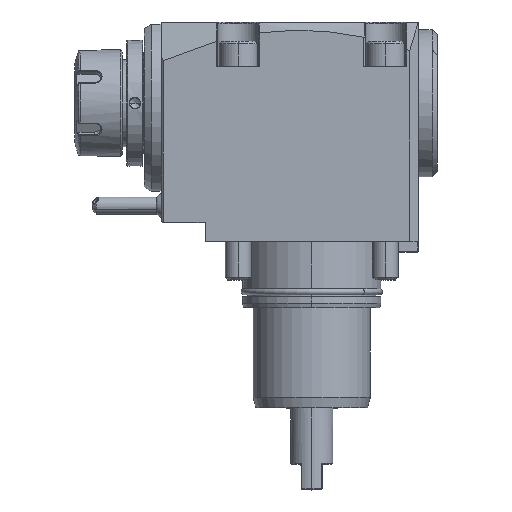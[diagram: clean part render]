
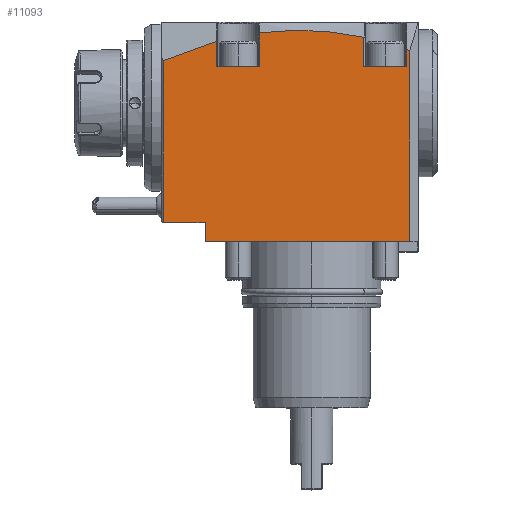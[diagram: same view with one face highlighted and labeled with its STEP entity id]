
A CAD part, top view. The second image highlights one B-rep face of the part: STEP entity #11093.
In plain terms, the highlighted planar face has unit normal (0, 0, 1).
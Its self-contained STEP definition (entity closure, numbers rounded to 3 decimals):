
#469=DIRECTION('',(-1.,0.,0.));
#470=VECTOR('',#469,20.);
#471=CARTESIAN_POINT('',(46.2,82.,48.));
#472=LINE('',#471,#470);
#656=DIRECTION('',(0.,-1.,0.));
#657=VECTOR('',#656,89.598);
#658=CARTESIAN_POINT('',(116.7,89.598,48.));
#659=LINE('',#658,#657);
#660=DIRECTION('',(0.,1.,0.));
#661=VECTOR('',#660,9.);
#662=CARTESIAN_POINT('',(20.7,0.,48.));
#663=LINE('',#662,#661);
#664=DIRECTION('',(1.,0.,0.));
#665=VECTOR('',#664,19.7);
#666=CARTESIAN_POINT('',(1.,9.,48.));
#667=LINE('',#666,#665);
#668=DIRECTION('',(0.,1.,0.));
#669=VECTOR('',#668,75.359);
#670=CARTESIAN_POINT('',(1.,9.5,48.));
#671=LINE('',#670,#669);
#672=CARTESIAN_POINT('',(26.165,93.928,48.));
#673=CARTESIAN_POINT('',(21.849,92.759,48.));
#674=CARTESIAN_POINT('',(13.344,90.059,48.));
#675=CARTESIAN_POINT('',(5.078,86.695,48.));
#676=CARTESIAN_POINT('',(1.,84.859,48.));
#678=DIRECTION('',(-0.267,0.964,0.));
#679=VECTOR('',#678,0.131);
#680=CARTESIAN_POINT('',(26.2,93.802,48.));
#681=LINE('',#680,#679);
#682=DIRECTION('',(0.,1.,0.));
#683=VECTOR('',#682,11.802);
#684=CARTESIAN_POINT('',(26.2,82.,48.));
#685=LINE('',#684,#683);
#686=DIRECTION('',(0.001,-1.,0.));
#687=VECTOR('',#686,15.94);
#688=CARTESIAN_POINT('',(46.192,97.94,48.));
#689=LINE('',#688,#687);
#690=CARTESIAN_POINT('',(46.2,97.94,48.));
#691=CARTESIAN_POINT('',(46.846,98.024,48.));
#692=CARTESIAN_POINT('',(48.109,98.179,48.));
#693=CARTESIAN_POINT('',(49.906,98.376,48.));
#694=CARTESIAN_POINT('',(51.63,98.544,48.));
#695=CARTESIAN_POINT('',(53.309,98.688,48.));
#696=CARTESIAN_POINT('',(54.971,98.811,48.));
#697=CARTESIAN_POINT('',(56.648,98.915,48.));
#698=CARTESIAN_POINT('',(58.326,98.999,48.));
#699=CARTESIAN_POINT('',(59.971,99.063,48.));
#700=CARTESIAN_POINT('',(61.679,99.109,48.));
#701=CARTESIAN_POINT('',(63.55,99.137,48.));
#702=CARTESIAN_POINT('',(65.705,99.139,48.));
#703=CARTESIAN_POINT('',(68.141,99.101,48.));
#704=CARTESIAN_POINT('',(70.749,99.014,48.));
#705=CARTESIAN_POINT('',(73.444,98.873,48.));
#706=CARTESIAN_POINT('',(76.178,98.678,48.));
#707=CARTESIAN_POINT('',(78.897,98.432,48.));
#708=CARTESIAN_POINT('',(81.602,98.135,48.));
#709=CARTESIAN_POINT('',(84.311,97.786,48.));
#710=CARTESIAN_POINT('',(87.028,97.385,48.));
#711=CARTESIAN_POINT('',(89.75,96.931,48.));
#712=CARTESIAN_POINT('',(92.475,96.423,48.));
#713=CARTESIAN_POINT('',(94.292,96.05,48.));
#714=CARTESIAN_POINT('',(95.2,95.855,48.));
#716=DIRECTION('',(0.,1.,0.));
#717=VECTOR('',#716,13.855);
#718=CARTESIAN_POINT('',(95.2,82.,48.));
#719=LINE('',#718,#717);
#720=DIRECTION('',(0.,-1.,0.));
#721=VECTOR('',#720,7.963);
#722=CARTESIAN_POINT('',(115.2,89.963,48.));
#723=LINE('',#722,#721);
#724=DIRECTION('',(-0.273,-0.962,0.));
#725=VECTOR('',#724,0.168);
#726=CARTESIAN_POINT('',(115.246,90.125,48.));
#727=LINE('',#726,#725);
#728=CARTESIAN_POINT('',(115.246,90.125,48.));
#729=CARTESIAN_POINT('',(115.731,89.951,48.));
#730=CARTESIAN_POINT('',(116.216,89.776,48.));
#731=CARTESIAN_POINT('',(116.7,89.598,48.));
#750=CARTESIAN_POINT('',(116.7,89.598,48.));
#802=DIRECTION('',(-1.,0.,0.));
#803=VECTOR('',#802,96.);
#804=CARTESIAN_POINT('',(116.7,0.,48.));
#805=LINE('',#804,#803);
#1097=DIRECTION('',(0.,1.,0.));
#1098=VECTOR('',#1097,0.5);
#1099=CARTESIAN_POINT('',(1.,9.,48.));
#1100=LINE('',#1099,#1098);
#1117=CARTESIAN_POINT('',(1.,84.859,48.));
#2166=DIRECTION('',(-1.,0.,0.));
#2167=VECTOR('',#2166,20.);
#2168=CARTESIAN_POINT('',(115.2,82.,48.));
#2169=LINE('',#2168,#2167);
#9536=VERTEX_POINT('',#1117);
#9550=VERTEX_POINT('',#750);
#9573=CARTESIAN_POINT('',(26.2,93.802,48.));
#9574=CARTESIAN_POINT('',(26.165,93.928,48.));
#9575=VERTEX_POINT('',#9573);
#9576=VERTEX_POINT('',#9574);
#9583=CARTESIAN_POINT('',(115.246,90.125,48.));
#9584=VERTEX_POINT('',#9583);
#9587=CARTESIAN_POINT('',(46.192,97.94,48.));
#9588=CARTESIAN_POINT('',(46.2,82.,48.));
#9589=VERTEX_POINT('',#9587);
#9590=VERTEX_POINT('',#9588);
#9615=VERTEX_POINT('',#714);
#9616=CARTESIAN_POINT('',(115.2,82.,48.));
#9618=VERTEX_POINT('',#9616);
#9627=CARTESIAN_POINT('',(95.2,82.,48.));
#9629=VERTEX_POINT('',#9627);
#9632=CARTESIAN_POINT('',(115.2,89.963,48.));
#9633=VERTEX_POINT('',#9632);
#9644=CARTESIAN_POINT('',(26.2,82.,48.));
#9645=VERTEX_POINT('',#9644);
#10404=CARTESIAN_POINT('',(116.7,0.,48.));
#10406=VERTEX_POINT('',#10404);
#10420=CARTESIAN_POINT('',(20.7,0.,48.));
#10422=VERTEX_POINT('',#10420);
#10423=CARTESIAN_POINT('',(20.7,9.,48.));
#10424=VERTEX_POINT('',#10423);
#10425=CARTESIAN_POINT('',(1.,9.,48.));
#10426=VERTEX_POINT('',#10425);
#10475=CARTESIAN_POINT('',(1.,9.5,48.));
#10477=VERTEX_POINT('',#10475);
#11054=CARTESIAN_POINT('',(0.,103.,48.));
#11055=DIRECTION('',(0.,0.,1.));
#11056=DIRECTION('',(0.,-1.,0.));
#11057=AXIS2_PLACEMENT_3D('',#11054,#11055,#11056);
#11058=PLANE('',#11057);
#11060=ORIENTED_EDGE('',*,*,#11059,.T.);
#11062=ORIENTED_EDGE('',*,*,#11061,.T.);
#11064=ORIENTED_EDGE('',*,*,#11063,.T.);
#11066=ORIENTED_EDGE('',*,*,#11065,.F.);
#11068=ORIENTED_EDGE('',*,*,#11067,.T.);
#11070=ORIENTED_EDGE('',*,*,#11069,.T.);
#11072=ORIENTED_EDGE('',*,*,#11071,.F.);
#11073=ORIENTED_EDGE('',*,*,#11040,.F.);
#11075=ORIENTED_EDGE('',*,*,#11074,.F.);
#11076=ORIENTED_EDGE('',*,*,#10989,.F.);
#11078=ORIENTED_EDGE('',*,*,#11077,.F.);
#11080=ORIENTED_EDGE('',*,*,#11079,.T.);
#11082=ORIENTED_EDGE('',*,*,#11081,.F.);
#11084=ORIENTED_EDGE('',*,*,#11083,.F.);
#11086=ORIENTED_EDGE('',*,*,#11085,.F.);
#11088=ORIENTED_EDGE('',*,*,#11087,.F.);
#11090=ORIENTED_EDGE('',*,*,#11089,.T.);
#11091=EDGE_LOOP('',(#11060,#11062,#11064,#11066,#11068,#11070,#11072,#11073,
#11075,#11076,#11078,#11080,#11082,#11084,#11086,#11088,#11090));
#11092=FACE_OUTER_BOUND('',#11091,.F.);
#677=B_SPLINE_CURVE_WITH_KNOTS('',3,(#672,#673,#674,#675,#676),.UNSPECIFIED.,
.F.,.F.,(4,1,4),(0.,0.5,1.),.UNSPECIFIED.);
#715=B_SPLINE_CURVE_WITH_KNOTS('',3,(#690,#691,#692,#693,#694,#695,#696,#697,
#698,#699,#700,#701,#702,#703,#704,#705,#706,#707,#708,#709,#710,#711,#712,#713,
#714),.UNSPECIFIED.,.F.,.F.,(4,1,1,1,1,1,1,1,1,1,1,1,1,1,1,1,1,1,1,1,1,1,4),(
0.,0.045,0.091,0.136,0.182,
0.227,0.273,0.318,0.364,
0.409,0.455,0.5,0.545,0.591,
0.636,0.682,0.727,0.773,
0.818,0.864,0.909,0.955,1.),
.UNSPECIFIED.);
#732=B_SPLINE_CURVE_WITH_KNOTS('',3,(#728,#729,#730,#731),.UNSPECIFIED.,.F.,.F.,
(4,4),(0.,1.),.UNSPECIFIED.);
#10989=EDGE_CURVE('',#9590,#9645,#472,.T.);
#11040=EDGE_CURVE('',#9575,#9576,#681,.T.);
#11059=EDGE_CURVE('',#9550,#10406,#659,.T.);
#11061=EDGE_CURVE('',#10406,#10422,#805,.T.);
#11063=EDGE_CURVE('',#10422,#10424,#663,.T.);
#11065=EDGE_CURVE('',#10426,#10424,#667,.T.);
#11067=EDGE_CURVE('',#10426,#10477,#1100,.T.);
#11069=EDGE_CURVE('',#10477,#9536,#671,.T.);
#11071=EDGE_CURVE('',#9576,#9536,#677,.T.);
#11074=EDGE_CURVE('',#9645,#9575,#685,.T.);
#11077=EDGE_CURVE('',#9589,#9590,#689,.T.);
#11079=EDGE_CURVE('',#9589,#9615,#715,.T.);
#11081=EDGE_CURVE('',#9629,#9615,#719,.T.);
#11083=EDGE_CURVE('',#9618,#9629,#2169,.T.);
#11085=EDGE_CURVE('',#9633,#9618,#723,.T.);
#11087=EDGE_CURVE('',#9584,#9633,#727,.T.);
#11089=EDGE_CURVE('',#9584,#9550,#732,.T.);
#11093=ADVANCED_FACE('',(#11092),#11058,.T.);
